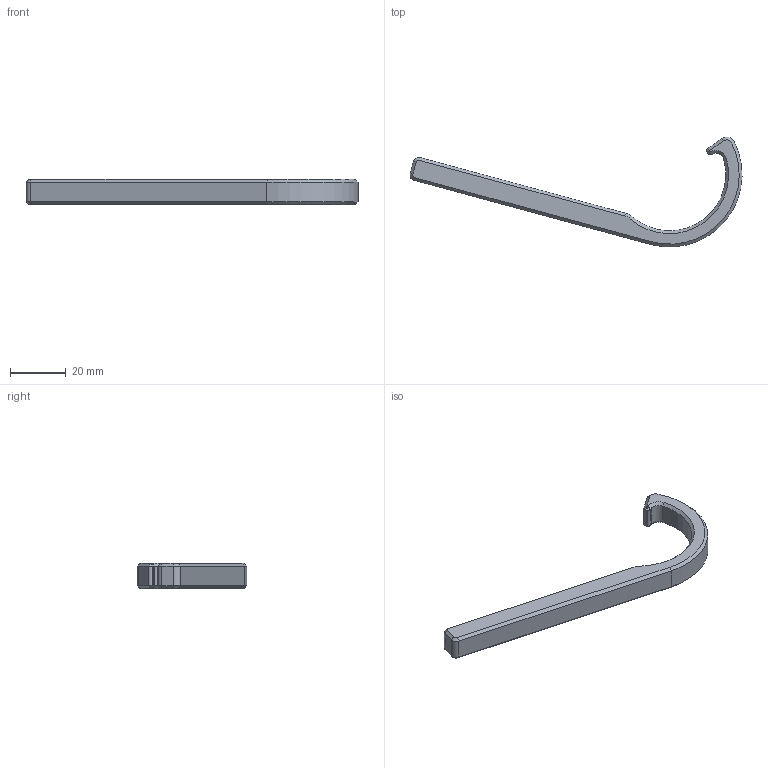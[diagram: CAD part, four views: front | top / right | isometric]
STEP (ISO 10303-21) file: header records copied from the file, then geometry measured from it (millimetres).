
FILE_DESCRIPTION(/* description */ ('','CAx-IF Rec.Pracs.---Representation and Presentation of Product Manufacturing Information (PMI)---4.0---2014-10-13'),/* implementation_level */ '2;1');
FILE_NAME(/* name */ '24mm Nut - Hex Flower - Wrench.step',/* time_stamp */ '2025-02-19T11:48:00-05:00',/* author */ (''),/* organization */ (''),/* preprocessor_version */ 'ST-DEVELOPER v20',/* originating_system */ 'Autodesk Translation Framework v13.20.0.188',/* authorisation */ '');
FILE_SCHEMA (('AP242_MANAGED_MODEL_BASED_3D_ENGINEERING_MIM_LF { 1 0 10303 442 1 1 4 }'));
Length unit declared in the file: millimetre
Products named in the file (1): 24mm Nut - Hex Flower - Wrench
Bounding box: 119.2 x 39.38 x 9 mm (x, y, z)
Volume: 9385.7 mm3; surface area: 4577.7 mm2
Topology: 1 solids, 1 shells, 47 faces, 105 edges, 56 vertices
Faces by surface type: cone 20, plane 17, cylinder 10
Entity records: 1272 total; most frequent: DIRECTION 233, CARTESIAN_POINT 205, ORIENTED_EDGE 202, EDGE_CURVE 101, AXIS2_PLACEMENT_3D 84, LINE 65, VECTOR 65, VERTEX_POINT 56
